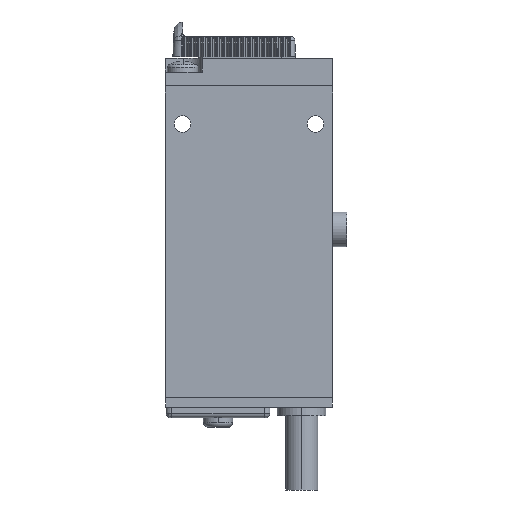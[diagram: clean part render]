
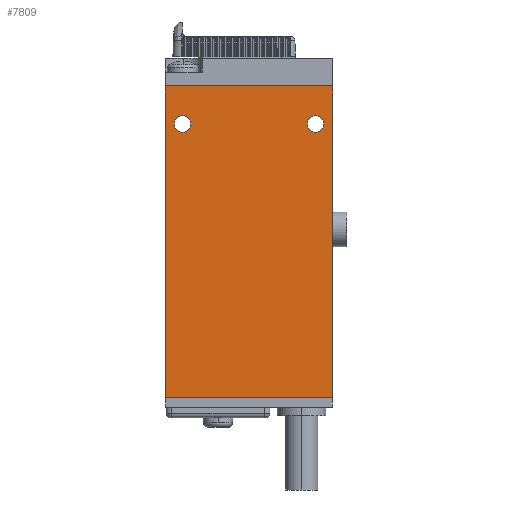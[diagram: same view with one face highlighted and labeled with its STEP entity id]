
A CAD part, left-side view. The second image highlights one B-rep face of the part: STEP entity #7809.
In plain terms, the highlighted planar face has unit normal (-1, 0, 0).
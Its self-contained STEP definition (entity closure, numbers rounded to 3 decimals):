
#1=DIRECTION('',(0.,0.,-1.));
#2=VECTOR('',#1,57.15);
#3=CARTESIAN_POINT('',(-6.096,0.,0.));
#4=LINE('',#3,#2);
#5=DIRECTION('',(0.,1.,0.));
#6=VECTOR('',#5,30.734);
#7=CARTESIAN_POINT('',(-6.096,0.,-57.15));
#8=LINE('',#7,#6);
#9=DIRECTION('',(0.,0.,1.));
#10=VECTOR('',#9,57.15);
#11=CARTESIAN_POINT('',(-6.096,30.734,-57.15));
#12=LINE('',#11,#10);
#13=DIRECTION('',(0.,-1.,0.));
#14=VECTOR('',#13,30.734);
#15=CARTESIAN_POINT('',(-6.096,30.734,0.));
#16=LINE('',#15,#14);
#17=CARTESIAN_POINT('',(-6.096,27.559,-6.985));
#18=DIRECTION('',(1.,0.,0.));
#19=DIRECTION('',(0.,0.,-1.));
#20=AXIS2_PLACEMENT_3D('',#17,#18,#19);
#22=CARTESIAN_POINT('',(-6.096,27.559,-6.985));
#23=DIRECTION('',(1.,0.,0.));
#24=DIRECTION('',(0.,0.,1.));
#25=AXIS2_PLACEMENT_3D('',#22,#23,#24);
#27=CARTESIAN_POINT('',(-6.096,3.175,-6.985));
#28=DIRECTION('',(1.,0.,0.));
#29=DIRECTION('',(0.,0.,-1.));
#30=AXIS2_PLACEMENT_3D('',#27,#28,#29);
#32=CARTESIAN_POINT('',(-6.096,3.175,-6.985));
#33=DIRECTION('',(1.,0.,0.));
#34=DIRECTION('',(0.,0.,1.));
#35=AXIS2_PLACEMENT_3D('',#32,#33,#34);
#6164=CARTESIAN_POINT('',(-6.096,0.,0.));
#6165=CARTESIAN_POINT('',(-6.096,0.,-57.15));
#6166=VERTEX_POINT('',#6164);
#6167=VERTEX_POINT('',#6165);
#6168=CARTESIAN_POINT('',(-6.096,30.734,-57.15));
#6169=VERTEX_POINT('',#6168);
#6170=CARTESIAN_POINT('',(-6.096,30.734,0.));
#6171=VERTEX_POINT('',#6170);
#6188=CARTESIAN_POINT('',(-6.096,27.559,-8.509));
#6189=CARTESIAN_POINT('',(-6.096,27.559,-5.461));
#6190=VERTEX_POINT('',#6188);
#6191=VERTEX_POINT('',#6189);
#6192=CARTESIAN_POINT('',(-6.096,3.175,-8.509));
#6193=CARTESIAN_POINT('',(-6.096,3.175,-5.461));
#6194=VERTEX_POINT('',#6192);
#6195=VERTEX_POINT('',#6193);
#7782=CARTESIAN_POINT('',(-6.096,0.,0.));
#7783=DIRECTION('',(1.,0.,0.));
#7784=DIRECTION('',(0.,0.,-1.));
#7785=AXIS2_PLACEMENT_3D('',#7782,#7783,#7784);
#7786=PLANE('',#7785);
#7788=ORIENTED_EDGE('',*,*,#7787,.T.);
#7790=ORIENTED_EDGE('',*,*,#7789,.T.);
#7792=ORIENTED_EDGE('',*,*,#7791,.T.);
#7794=ORIENTED_EDGE('',*,*,#7793,.T.);
#7795=EDGE_LOOP('',(#7788,#7790,#7792,#7794));
#7796=FACE_OUTER_BOUND('',#7795,.F.);
#7798=ORIENTED_EDGE('',*,*,#7797,.F.);
#7800=ORIENTED_EDGE('',*,*,#7799,.F.);
#7801=EDGE_LOOP('',(#7798,#7800));
#7802=FACE_BOUND('',#7801,.F.);
#7804=ORIENTED_EDGE('',*,*,#7803,.F.);
#7806=ORIENTED_EDGE('',*,*,#7805,.F.);
#7807=EDGE_LOOP('',(#7804,#7806));
#7808=FACE_BOUND('',#7807,.F.);
#7809=ADVANCED_FACE('',(#7796,#7802,#7808),#7786,.F.);
#21=CIRCLE('',#20,1.524);
#26=CIRCLE('',#25,1.524);
#31=CIRCLE('',#30,1.524);
#36=CIRCLE('',#35,1.524);
#7787=EDGE_CURVE('',#6166,#6167,#4,.T.);
#7789=EDGE_CURVE('',#6167,#6169,#8,.T.);
#7791=EDGE_CURVE('',#6169,#6171,#12,.T.);
#7793=EDGE_CURVE('',#6171,#6166,#16,.T.);
#7797=EDGE_CURVE('',#6190,#6191,#21,.T.);
#7799=EDGE_CURVE('',#6191,#6190,#26,.T.);
#7803=EDGE_CURVE('',#6194,#6195,#31,.T.);
#7805=EDGE_CURVE('',#6195,#6194,#36,.T.);
